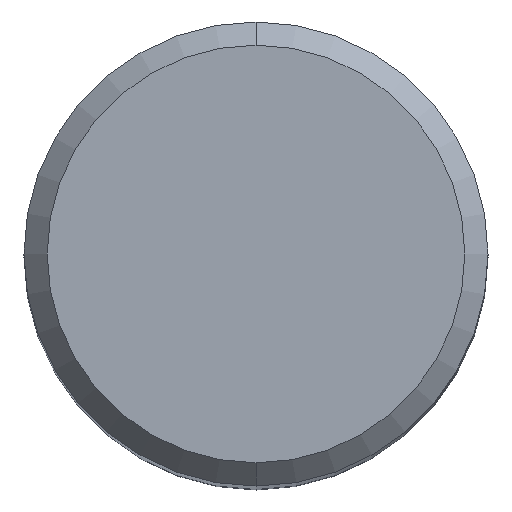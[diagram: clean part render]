
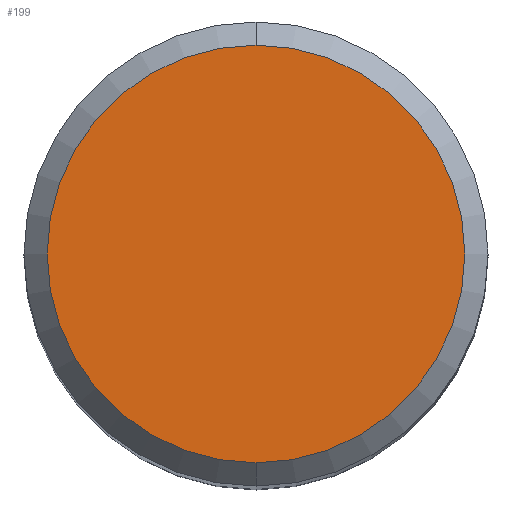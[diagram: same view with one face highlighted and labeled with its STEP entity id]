
A CAD part, top view. The second image highlights one B-rep face of the part: STEP entity #199.
In plain terms, the highlighted planar face has unit normal (0, 0, 1).
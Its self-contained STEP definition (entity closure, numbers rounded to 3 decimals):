
#187=VERTEX_POINT('',#494);
#199=ADVANCED_FACE('',(#507),#508,.T.);
#201=EDGE_CURVE('',#187,#371,#510,.T.);
#371=VERTEX_POINT('',#699);
#437=EDGE_CURVE('',#371,#187,#772,.T.);
#494=CARTESIAN_POINT('',(0.0,5.4,0.0));
#507=FACE_OUTER_BOUND('',#843,.T.);
#508=PLANE('',#844);
#510=CIRCLE('',#847,5.4);
#699=CARTESIAN_POINT('',(0.,-5.4,0.0));
#772=CIRCLE('',#1445,5.4);
#843=EDGE_LOOP('',(#1532,#1533));
#844=AXIS2_PLACEMENT_3D('',#1534,#1535,#1536);
#847=AXIS2_PLACEMENT_3D('',#1537,#1538,#1539);
#1445=AXIS2_PLACEMENT_3D('',#1844,#1845,#1846);
#1532=ORIENTED_EDGE('',*,*,#201,.F.);
#1533=ORIENTED_EDGE('',*,*,#437,.F.);
#1534=CARTESIAN_POINT('',(0.0,2.7,0.0));
#1535=DIRECTION('',(-0.0,0.0,1.0));
#1536=DIRECTION('',(0.0,-1.0,0.0));
#1537=CARTESIAN_POINT('',(0.0,0.0,0.0));
#1538=DIRECTION('',(0.0,0.0,-1.0));
#1539=DIRECTION('',(0.0,1.0,0.0));
#1844=CARTESIAN_POINT('',(0.0,0.0,0.0));
#1845=DIRECTION('',(0.0,0.0,-1.0));
#1846=DIRECTION('',(0.0,1.0,0.0));
